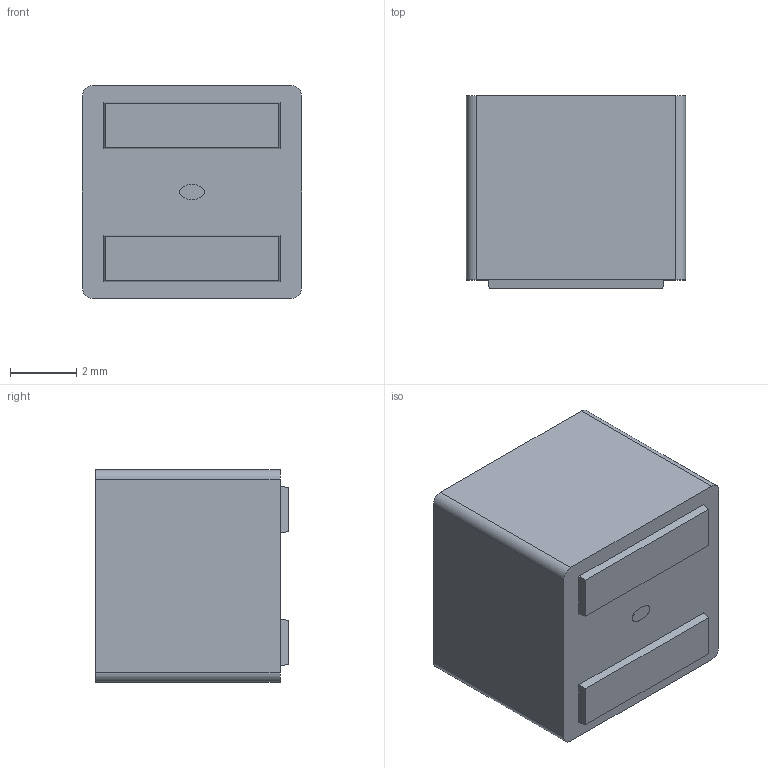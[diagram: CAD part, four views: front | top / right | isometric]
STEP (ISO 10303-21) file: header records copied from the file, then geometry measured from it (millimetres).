
FILE_DESCRIPTION (( 'STEP AP214' ), '1' );
FILE_NAME ('ASPIAIG-F6060.STEP', '2023-05-19T11:16:25', ( '' ), ( '' ), 'SwSTEP 2.0', 'SolidWorks 2022', '' );
FILE_SCHEMA (( 'AUTOMOTIVE_DESIGN' ));
Length unit declared in the file: millimetre
Products named in the file (1): ASPIAIG-F6060
Bounding box: 6.6 x 5.8 x 6.4 mm (x, y, z)
Volume: 237.6 mm3; surface area: 231.6 mm2
Topology: 1 solids, 1 shells, 173 faces, 444 edges, 296 vertices
Faces by surface type: plane 101, bspline 68, cylinder 4
Entity records: 10353 total; most frequent: CARTESIAN_POINT 4974, ORIENTED_EDGE 888, DIRECTION 528, EDGE_CURVE 444, VECTOR 300, LINE 300, VERTEX_POINT 296, EDGE_LOOP 196
